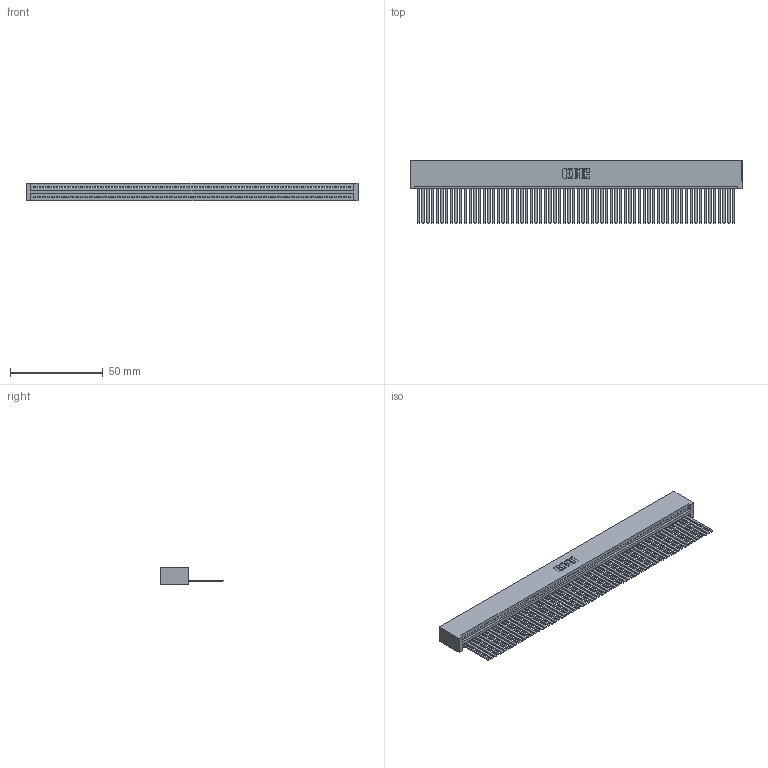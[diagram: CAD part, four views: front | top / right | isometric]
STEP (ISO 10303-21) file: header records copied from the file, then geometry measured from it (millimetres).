
FILE_DESCRIPTION (( 'STEP AP203' ), '1' );
FILE_NAME ('345-068-544-101.STEP', '2018-09-30T13:31:34', ( '' ), ( '' ), 'SwSTEP 2.0', 'SolidWorks 2016', '' );
FILE_SCHEMA (( 'CONFIG_CONTROL_DESIGN' ));
Length unit declared in the file: inch
Products named in the file (3): 345-292-001_345-293-144; 345 Part_No Mounting Lugs; 345-068-544-101
Assembly tree (69 placements, depth 2):
  345-068-544-101
    345 Part_No Mounting Lugs
    345-292-001_345-293-144  x68
Bounding box: 179.32 x 33.96 x 9.4 mm (x, y, z)
Volume: 18617.2 mm3; surface area: 27648.4 mm2
Topology: 69 solids, 69 shells, 3654 faces, 11061 edges, 7282 vertices
Faces by surface type: plane 2524, cylinder 1130
Entity records: 47217 total; most frequent: ORIENTED_EDGE 8186, CARTESIAN_POINT 8184, DIRECTION 7101, EDGE_CURVE 4093, VECTOR 3701, LINE 3701, VERTEX_POINT 2726, AXIS2_PLACEMENT_3D 1700
